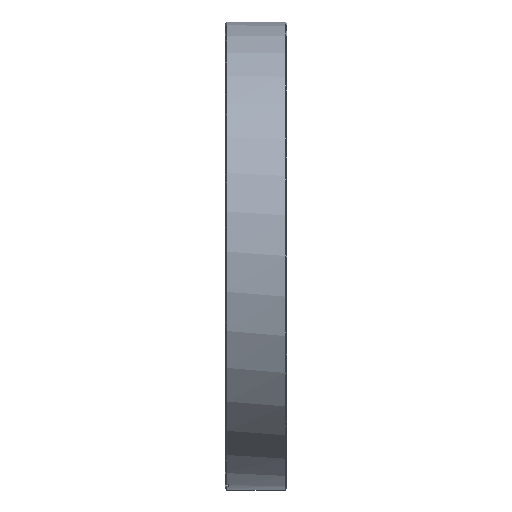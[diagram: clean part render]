
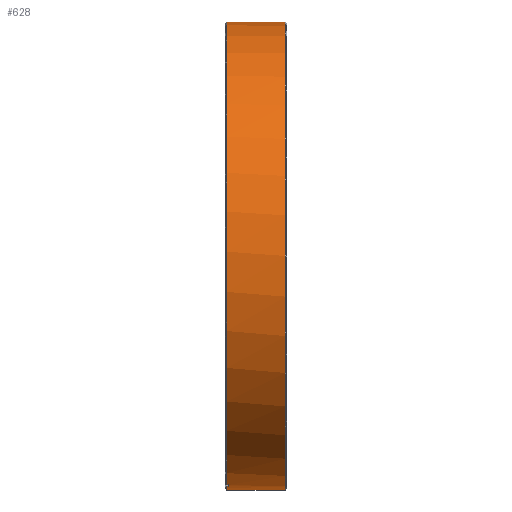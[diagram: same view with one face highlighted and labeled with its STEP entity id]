
A CAD part, left-side view. The second image highlights one B-rep face of the part: STEP entity #628.
In plain terms, the highlighted cylindrical face has radius 75.8 mm (diameter 151.6 mm), a partial arc.
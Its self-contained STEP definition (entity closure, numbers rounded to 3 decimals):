
#106 = EDGE_CURVE ( 'NONE', #4917, #109, #387, .T. ) ;
#109 = VERTEX_POINT ( 'NONE', #381 ) ;
#376 = DIRECTION ( 'NONE',  ( 0., 0., 1. ) ) ;
#377 = DIRECTION ( 'NONE',  ( 0., -1., 0. ) ) ;
#378 = CARTESIAN_POINT ( 'NONE',  ( 0., -0.4, 0. ) ) ;
#381 = CARTESIAN_POINT ( 'NONE',  ( -15.767, -0.4, -74.142 ) ) ;
#385 = AXIS2_PLACEMENT_3D ( 'NONE', #378, #377, #376 ) ;
#387 = CIRCLE ( 'NONE', #385, 75.8 ) ;
#615 = ORIENTED_EDGE ( 'NONE', *, *, #1419, .T. ) ;
#619 = EDGE_CURVE ( 'NONE', #1585, #1532, #2242, .T. ) ;
#620 = EDGE_LOOP ( 'NONE', ( #633, #629, #640, #652, #646, #639, #653, #615 ) ) ;
#622 = EDGE_CURVE ( 'NONE', #631, #647, #2238, .T. ) ;
#628 = ADVANCED_FACE ( 'NONE', ( #2240 ), #2286, .T. ) ;
#629 = ORIENTED_EDGE ( 'NONE', *, *, #619, .T. ) ;
#630 = EDGE_CURVE ( 'NONE', #631, #109, #2266, .T. ) ;
#631 = VERTEX_POINT ( 'NONE', #2270 ) ;
#633 = ORIENTED_EDGE ( 'NONE', *, *, #4952, .F. ) ;
#639 = ORIENTED_EDGE ( 'NONE', *, *, #622, .T. ) ;
#640 = ORIENTED_EDGE ( 'NONE', *, *, #4975, .T. ) ;
#646 = ORIENTED_EDGE ( 'NONE', *, *, #630, .F. ) ;
#647 = VERTEX_POINT ( 'NONE', #2269 ) ;
#652 = ORIENTED_EDGE ( 'NONE', *, *, #106, .T. ) ;
#653 = ORIENTED_EDGE ( 'NONE', *, *, #654, .T. ) ;
#654 = EDGE_CURVE ( 'NONE', #647, #1417, #2358, .T. ) ;
#1417 = VERTEX_POINT ( 'NONE', #3213 ) ;
#1419 = EDGE_CURVE ( 'NONE', #1417, #1428, #3264, .T. ) ;
#1428 = VERTEX_POINT ( 'NONE', #3254 ) ;
#1532 = VERTEX_POINT ( 'NONE', #3558 ) ;
#1585 = VERTEX_POINT ( 'NONE', #3664 ) ;
#2230 = DIRECTION ( 'NONE',  ( 0., 0., -1. ) ) ;
#2231 = DIRECTION ( 'NONE',  ( 0., 1., 0. ) ) ;
#2232 = CARTESIAN_POINT ( 'NONE',  ( 0., -1., 0. ) ) ;
#2234 = CARTESIAN_POINT ( 'NONE',  ( 0., -19.5, 0. ) ) ;
#2238 = CIRCLE ( 'NONE', #2285, 75.8 ) ;
#2239 = AXIS2_PLACEMENT_3D ( 'NONE', #2234, #2231, #2230 ) ;
#2240 = FACE_OUTER_BOUND ( 'NONE', #620, .T. ) ;
#2242 = CIRCLE ( 'NONE', #2239, 75.8 ) ;
#2263 = DIRECTION ( 'NONE',  ( 0., 1., 0. ) ) ;
#2264 = VECTOR ( 'NONE', #2263, 1000. ) ;
#2265 = CARTESIAN_POINT ( 'NONE',  ( -15.767, 19.776, -74.142 ) ) ;
#2266 = LINE ( 'NONE', #2265, #2264 ) ;
#2269 = CARTESIAN_POINT ( 'NONE',  ( -13.806, -1., -74.532 ) ) ;
#2270 = CARTESIAN_POINT ( 'NONE',  ( -15.767, -1., -74.142 ) ) ;
#2272 = DIRECTION ( 'NONE',  ( 0., 0., 1. ) ) ;
#2276 = DIRECTION ( 'NONE',  ( 0., 1., 0. ) ) ;
#2281 = CARTESIAN_POINT ( 'NONE',  ( 0., 19.776, 0. ) ) ;
#2282 = AXIS2_PLACEMENT_3D ( 'NONE', #2281, #2276, #2272 ) ;
#2283 = DIRECTION ( 'NONE',  ( 0., 0., 1. ) ) ;
#2284 = DIRECTION ( 'NONE',  ( 0., -1., 0. ) ) ;
#2285 = AXIS2_PLACEMENT_3D ( 'NONE', #2232, #2284, #2283 ) ;
#2286 = CYLINDRICAL_SURFACE ( 'NONE', #2282, 75.8 ) ;
#2355 = DIRECTION ( 'NONE',  ( 0., 1., 0. ) ) ;
#2356 = VECTOR ( 'NONE', #2355, 1000. ) ;
#2357 = CARTESIAN_POINT ( 'NONE',  ( -13.806, 19.776, -74.532 ) ) ;
#2358 = LINE ( 'NONE', #2357, #2356 ) ;
#3213 = CARTESIAN_POINT ( 'NONE',  ( -13.806, -0.4, -74.532 ) ) ;
#3229 = AXIS2_PLACEMENT_3D ( 'NONE', #3259, #3251, #3250 ) ;
#3250 = DIRECTION ( 'NONE',  ( 0., 0., 1. ) ) ;
#3251 = DIRECTION ( 'NONE',  ( 0., -1., 0. ) ) ;
#3254 = CARTESIAN_POINT ( 'NONE',  ( 0., -0.4, -75.8 ) ) ;
#3259 = CARTESIAN_POINT ( 'NONE',  ( 0., -0.4, 0. ) ) ;
#3264 = CIRCLE ( 'NONE', #3229, 75.8 ) ;
#3558 = CARTESIAN_POINT ( 'NONE',  ( 0., -19.5, 75.8 ) ) ;
#3664 = CARTESIAN_POINT ( 'NONE',  ( 0., -19.5, -75.8 ) ) ;
#4546 = CARTESIAN_POINT ( 'NONE',  ( 0., -0.4, 75.8 ) ) ;
#4630 = VECTOR ( 'NONE', #4672, 1000. ) ;
#4640 = CARTESIAN_POINT ( 'NONE',  ( 0., 19.776, -75.8 ) ) ;
#4641 = LINE ( 'NONE', #4640, #4630 ) ;
#4672 = DIRECTION ( 'NONE',  ( 0., 1., 0. ) ) ;
#4677 = DIRECTION ( 'NONE',  ( 0., 1., 0. ) ) ;
#4678 = VECTOR ( 'NONE', #4677, 1000. ) ;
#4679 = CARTESIAN_POINT ( 'NONE',  ( 0., 19.776, 75.8 ) ) ;
#4682 = LINE ( 'NONE', #4679, #4678 ) ;
#4917 = VERTEX_POINT ( 'NONE', #4546 ) ;
#4952 = EDGE_CURVE ( 'NONE', #1585, #1428, #4641, .T. ) ;
#4975 = EDGE_CURVE ( 'NONE', #1532, #4917, #4682, .T. ) ;
